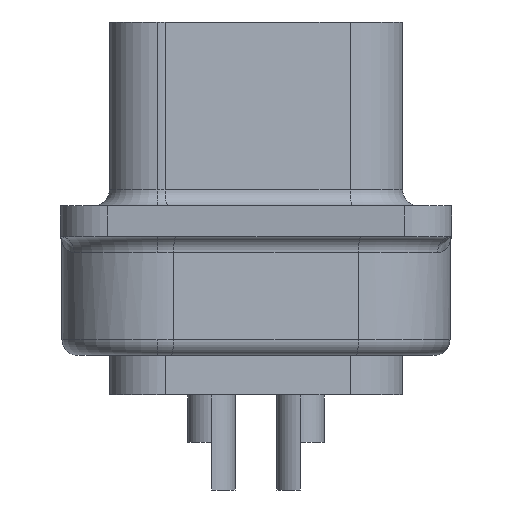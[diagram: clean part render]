
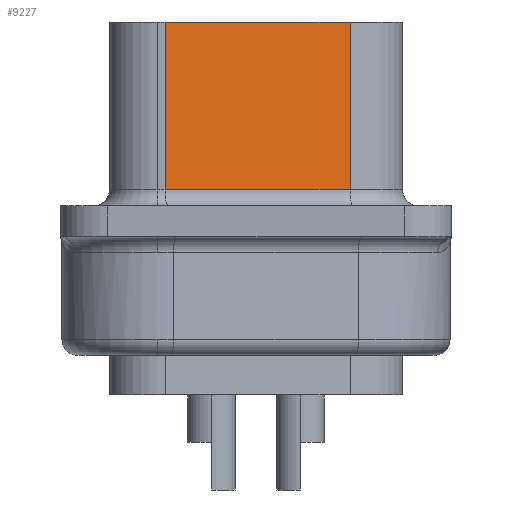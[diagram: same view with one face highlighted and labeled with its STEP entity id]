
A CAD part, left-side view. The second image highlights one B-rep face of the part: STEP entity #9227.
In plain terms, the highlighted planar face has unit normal (-0.985, -0.174, 0).
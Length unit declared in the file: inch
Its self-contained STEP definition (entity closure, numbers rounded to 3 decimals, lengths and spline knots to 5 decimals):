
#640 = DIRECTION ( 'NONE',  ( -0.174, 0.985, 0. ) ) ;
#1750 = EDGE_CURVE ( 'NONE', #41714, #4018, #43718, .T. ) ;
#2411 = LINE ( 'NONE', #9316, #10479 ) ;
#2649 = EDGE_CURVE ( 'NONE', #14522, #17135, #37617, .T. ) ;
#4018 = VERTEX_POINT ( 'NONE', #29186 ) ;
#7119 = EDGE_CURVE ( 'NONE', #14522, #41714, #2411, .T. ) ;
#9227 = ADVANCED_FACE ( 'NONE', ( #23597 ), #10833, .F. ) ;
#9316 = CARTESIAN_POINT ( 'NONE',  ( -1.115, 0.11458, 0.2515 ) ) ;
#10134 = VECTOR ( 'NONE', #10466, 39.37008 ) ;
#10466 = DIRECTION ( 'NONE',  ( 0.174, -0.985, 0. ) ) ;
#10479 = VECTOR ( 'NONE', #26256, 39.37008 ) ;
#10833 = PLANE ( 'NONE',  #39925 ) ;
#13194 = CARTESIAN_POINT ( 'NONE',  ( -1.07383, -0.11889, 0.0395 ) ) ;
#13445 = ORIENTED_EDGE ( 'NONE', *, *, #7119, .T. ) ;
#13893 = ORIENTED_EDGE ( 'NONE', *, *, #1750, .T. ) ;
#14353 = CARTESIAN_POINT ( 'NONE',  ( -1.115, 0.11458, 0.2515 ) ) ;
#14522 = VERTEX_POINT ( 'NONE', #15541 ) ;
#14737 = CARTESIAN_POINT ( 'NONE',  ( -1.115, 0.11458, 0.0395 ) ) ;
#15152 = LINE ( 'NONE', #22208, #24248 ) ;
#15541 = CARTESIAN_POINT ( 'NONE',  ( -1.115, 0.11458, 0.2515 ) ) ;
#16361 = CARTESIAN_POINT ( 'NONE',  ( -1.115, 0.11458, 0.2515 ) ) ;
#16702 = EDGE_CURVE ( 'NONE', #17135, #4018, #15152, .T. ) ;
#17135 = VERTEX_POINT ( 'NONE', #43974 ) ;
#21207 = DIRECTION ( 'NONE',  ( 0.985, 0.174, 0. ) ) ;
#22045 = ORIENTED_EDGE ( 'NONE', *, *, #2649, .F. ) ;
#22208 = CARTESIAN_POINT ( 'NONE',  ( -1.07383, -0.11889, 0.2515 ) ) ;
#23597 = FACE_OUTER_BOUND ( 'NONE', #27306, .T. ) ;
#24248 = VECTOR ( 'NONE', #42890, 39.37008 ) ;
#26256 = DIRECTION ( 'NONE',  ( 0., 0., -1. ) ) ;
#27306 = EDGE_LOOP ( 'NONE', ( #13445, #13893, #27594, #22045 ) ) ;
#27594 = ORIENTED_EDGE ( 'NONE', *, *, #16702, .F. ) ;
#29186 = CARTESIAN_POINT ( 'NONE',  ( -1.07383, -0.11889, 0.0395 ) ) ;
#34584 = VECTOR ( 'NONE', #37722, 39.37008 ) ;
#37617 = LINE ( 'NONE', #16361, #10134 ) ;
#37722 = DIRECTION ( 'NONE',  ( 0.174, -0.985, 0. ) ) ;
#39925 = AXIS2_PLACEMENT_3D ( 'NONE', #14353, #21207, #640 ) ;
#41714 = VERTEX_POINT ( 'NONE', #14737 ) ;
#42890 = DIRECTION ( 'NONE',  ( 0., 0., -1. ) ) ;
#43718 = LINE ( 'NONE', #13194, #34584 ) ;
#43974 = CARTESIAN_POINT ( 'NONE',  ( -1.07383, -0.11889, 0.2515 ) ) ;
